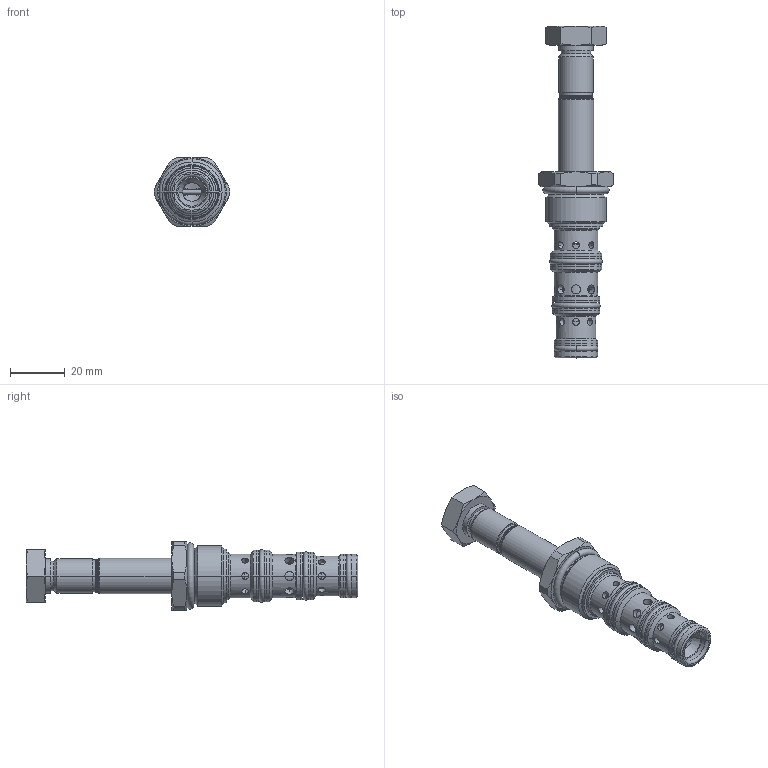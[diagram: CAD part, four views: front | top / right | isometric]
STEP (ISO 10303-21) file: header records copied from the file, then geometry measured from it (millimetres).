
FILE_DESCRIPTION((''),'2;1');
FILE_NAME('DNUTXNN','2022-09-01T11:03:17',('AlainG'),('Sun Hydraulics LLC'),'CREO PARAMETRIC BY PTC INC, 2021072','CREO PARAMETRIC BY PTC INC, 2021072','');
FILE_SCHEMA(('AUTOMOTIVE_DESIGN { 1 0 10303 214 1 1 1 1 }'));
Length unit declared in the file: inch
Products named in the file (1): DNUTXNN
Bounding box: 27.5 x 120.7 x 25 mm (x, y, z)
Volume: 18656.2 mm3; surface area: 16605.1 mm2
Topology: 3 solids, 3 shells, 737 faces, 2242 edges, 1462 vertices
Faces by surface type: plane 351, cylinder 278, cone 76, torus 32
Entity records: 31519 total; most frequent: CARTESIAN_POINT 10387, ORIENTED_EDGE 4484, DIRECTION 4174, EDGE_CURVE 2242, AXIS2_PLACEMENT_3D 1582, VERTEX_POINT 1462, VECTOR 1007, LINE 1007
